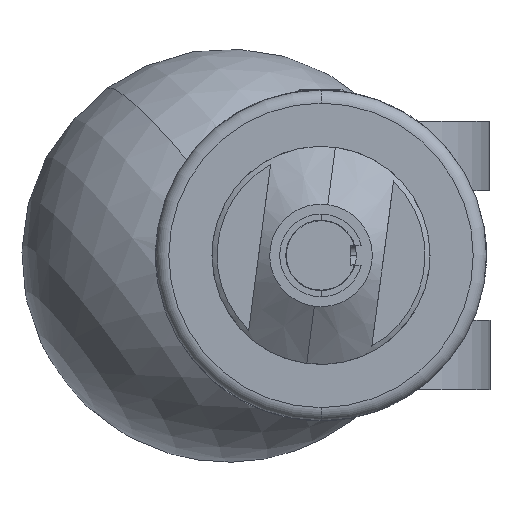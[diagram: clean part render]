
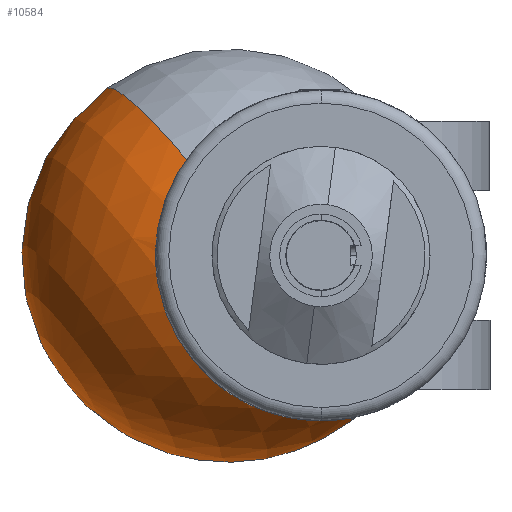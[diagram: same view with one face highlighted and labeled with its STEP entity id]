
A CAD part, left-side view. The second image highlights one B-rep face of the part: STEP entity #10584.
In plain terms, the highlighted spherical face has radius 15.875 mm.
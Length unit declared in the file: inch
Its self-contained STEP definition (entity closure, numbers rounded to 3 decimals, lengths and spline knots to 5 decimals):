
#317 = ORIENTED_EDGE ( 'NONE', *, *, #7546, .T. ) ;
#473 = DIRECTION ( 'NONE',  ( 0.127, -0.801, 0.585 ) ) ;
#748 = DIRECTION ( 'NONE',  ( 0.988, 0.156, 0. ) ) ;
#1017 = CIRCLE ( 'NONE', #6422, 0.625 ) ;
#1282 = ORIENTED_EDGE ( 'NONE', *, *, #5396, .T. ) ;
#1426 = DIRECTION ( 'NONE',  ( 0.988, 0.156, 0. ) ) ;
#1515 = CIRCLE ( 'NONE', #10635, 0.25 ) ;
#1721 = CARTESIAN_POINT ( 'NONE',  ( 5.17165, 0.19044, 0. ) ) ;
#1758 = ORIENTED_EDGE ( 'NONE', *, *, #4123, .T. ) ;
#1954 = VERTEX_POINT ( 'NONE', #4108 ) ;
#2190 = CIRCLE ( 'NONE', #5073, 0.625 ) ;
#2635 = DIRECTION ( 'NONE',  ( 0., 0.59, 0.808 ) ) ;
#3520 = VERTEX_POINT ( 'NONE', #8766 ) ;
#3561 = SPHERICAL_SURFACE ( 'NONE', #11939, 0.625 ) ;
#3599 = VERTEX_POINT ( 'NONE', #10127 ) ;
#4108 = CARTESIAN_POINT ( 'NONE',  ( 5.13993, 0.39068, -0.14627 ) ) ;
#4123 = EDGE_CURVE ( 'NONE', #7619, #3520, #2190, .T. ) ;
#4530 = DIRECTION ( 'NONE',  ( 0.092, -0.578, -0.811 ) ) ;
#5073 = AXIS2_PLACEMENT_3D ( 'NONE', #9889, #11739, #2635 ) ;
#5396 = EDGE_CURVE ( 'NONE', #1954, #3599, #11615, .T. ) ;
#5654 = DIRECTION ( 'NONE',  ( 0.127, -0.801, 0.585 ) ) ;
#6375 = ORIENTED_EDGE ( 'NONE', *, *, #9456, .F. ) ;
#6422 = AXIS2_PLACEMENT_3D ( 'NONE', #10279, #473, #11267 ) ;
#7546 = EDGE_CURVE ( 'NONE', #3520, #1954, #1515, .T. ) ;
#7568 = CARTESIAN_POINT ( 'NONE',  ( 5.73742, 0.28004, 0. ) ) ;
#7619 = VERTEX_POINT ( 'NONE', #7641 ) ;
#7641 = CARTESIAN_POINT ( 'NONE',  ( 6.35472, 0.37782, 0. ) ) ;
#7689 = EDGE_LOOP ( 'NONE', ( #6375, #1758, #317, #1282 ) ) ;
#8766 = CARTESIAN_POINT ( 'NONE',  ( 5.19453, 0.04597, -0.20274 ) ) ;
#9456 = EDGE_CURVE ( 'NONE', #7619, #3599, #1017, .T. ) ;
#9889 = CARTESIAN_POINT ( 'NONE',  ( 5.73742, 0.28004, 0. ) ) ;
#10127 = CARTESIAN_POINT ( 'NONE',  ( 5.14877, 0.3349, 0.20274 ) ) ;
#10279 = CARTESIAN_POINT ( 'NONE',  ( 5.73742, 0.28004, 0. ) ) ;
#10281 = DIRECTION ( 'NONE',  ( 0.127, -0.801, 0.585 ) ) ;
#10342 = CARTESIAN_POINT ( 'NONE',  ( 5.17165, 0.19044, 0. ) ) ;
#10584 = ADVANCED_FACE ( 'NONE', ( #12588 ), #3561, .T. ) ;
#10635 = AXIS2_PLACEMENT_3D ( 'NONE', #10342, #1426, #10281 ) ;
#10687 = DIRECTION ( 'NONE',  ( 0.127, -0.801, 0.585 ) ) ;
#11267 = DIRECTION ( 'NONE',  ( 0., -0.59, -0.808 ) ) ;
#11615 = CIRCLE ( 'NONE', #11830, 0.25 ) ;
#11739 = DIRECTION ( 'NONE',  ( -0.127, 0.801, -0.585 ) ) ;
#11830 = AXIS2_PLACEMENT_3D ( 'NONE', #1721, #748, #10687 ) ;
#11939 = AXIS2_PLACEMENT_3D ( 'NONE', #7568, #5654, #4530 ) ;
#12588 = FACE_OUTER_BOUND ( 'NONE', #7689, .T. ) ;
